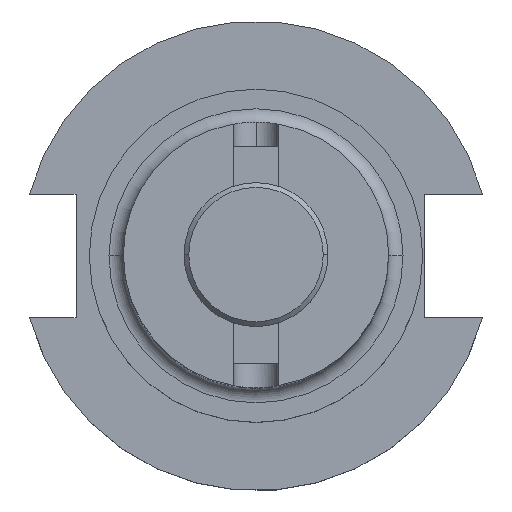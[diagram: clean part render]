
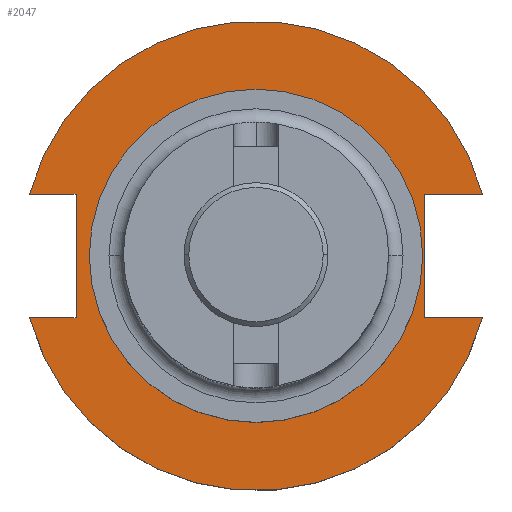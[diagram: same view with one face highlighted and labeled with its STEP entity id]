
A CAD part, top view. The second image highlights one B-rep face of the part: STEP entity #2047.
In plain terms, the highlighted planar face has unit normal (0, 0, 1).
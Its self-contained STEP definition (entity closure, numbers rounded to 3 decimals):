
#41 = CARTESIAN_POINT ( 'NONE',  ( -47.477, -12.954, 19.05 ) ) ;
#43 = VERTEX_POINT ( 'NONE', #1510 ) ;
#50 = EDGE_LOOP ( 'NONE', ( #2348, #127 ) ) ;
#64 = EDGE_CURVE ( 'NONE', #1844, #1634, #1357, .T. ) ;
#127 = ORIENTED_EDGE ( 'NONE', *, *, #1745, .F. ) ;
#241 = ORIENTED_EDGE ( 'NONE', *, *, #64, .F. ) ;
#271 = DIRECTION ( 'NONE',  ( 1., 0., 0. ) ) ;
#305 = CARTESIAN_POINT ( 'NONE',  ( -37.719, 12.954, 19.05 ) ) ;
#323 = ORIENTED_EDGE ( 'NONE', *, *, #1565, .T. ) ;
#409 = DIRECTION ( 'NONE',  ( -1., 0., 0. ) ) ;
#476 = VECTOR ( 'NONE', #1758, 1000. ) ;
#526 = DIRECTION ( 'NONE',  ( 0., 0., 1. ) ) ;
#607 = LINE ( 'NONE', #1584, #873 ) ;
#643 = AXIS2_PLACEMENT_3D ( 'NONE', #1568, #847, #835 ) ;
#649 = CARTESIAN_POINT ( 'NONE',  ( -34.925, 0., 19.05 ) ) ;
#728 = VERTEX_POINT ( 'NONE', #649 ) ;
#731 = EDGE_CURVE ( 'NONE', #1275, #1970, #1810, .T. ) ;
#752 = EDGE_CURVE ( 'NONE', #1634, #2099, #1333, .T. ) ;
#771 = DIRECTION ( 'NONE',  ( 0., 0., 1. ) ) ;
#819 = DIRECTION ( 'NONE',  ( 0., 0., 1. ) ) ;
#826 = AXIS2_PLACEMENT_3D ( 'NONE', #1688, #771, #2073 ) ;
#835 = DIRECTION ( 'NONE',  ( 1., 0., 0. ) ) ;
#838 = CARTESIAN_POINT ( 'NONE',  ( 47.477, -12.954, 19.05 ) ) ;
#847 = DIRECTION ( 'NONE',  ( 0., 0., 1. ) ) ;
#873 = VECTOR ( 'NONE', #1169, 1000. ) ;
#1019 = LINE ( 'NONE', #1329, #1866 ) ;
#1091 = CARTESIAN_POINT ( 'NONE',  ( -47.477, 12.954, 19.05 ) ) ;
#1095 = DIRECTION ( 'NONE',  ( 1., 0., 0. ) ) ;
#1115 = EDGE_CURVE ( 'NONE', #2028, #1275, #607, .T. ) ;
#1125 = FACE_OUTER_BOUND ( 'NONE', #1413, .T. ) ;
#1157 = LINE ( 'NONE', #1728, #1217 ) ;
#1169 = DIRECTION ( 'NONE',  ( 0., -1., 0. ) ) ;
#1200 = DIRECTION ( 'NONE',  ( 0., 1., 0. ) ) ;
#1211 = VECTOR ( 'NONE', #2060, 1000. ) ;
#1217 = VECTOR ( 'NONE', #2095, 1000. ) ;
#1247 = AXIS2_PLACEMENT_3D ( 'NONE', #2121, #819, #271 ) ;
#1259 = ORIENTED_EDGE ( 'NONE', *, *, #752, .F. ) ;
#1275 = VERTEX_POINT ( 'NONE', #2227 ) ;
#1329 = CARTESIAN_POINT ( 'NONE',  ( 35.306, 12.954, 19.05 ) ) ;
#1333 = LINE ( 'NONE', #305, #1362 ) ;
#1341 = CARTESIAN_POINT ( 'NONE',  ( 34.925, 0., 19.05 ) ) ;
#1354 = CIRCLE ( 'NONE', #826, 49.212 ) ;
#1357 = LINE ( 'NONE', #1675, #1211 ) ;
#1362 = VECTOR ( 'NONE', #1200, 1000. ) ;
#1370 = CARTESIAN_POINT ( 'NONE',  ( -37.719, -12.954, 19.05 ) ) ;
#1413 = EDGE_LOOP ( 'NONE', ( #323, #2080, #2213, #2043, #1550, #1780, #1259, #241 ) ) ;
#1428 = EDGE_CURVE ( 'NONE', #43, #2028, #1019, .T. ) ;
#1449 = DIRECTION ( 'NONE',  ( 1., 0., 0. ) ) ;
#1458 = AXIS2_PLACEMENT_3D ( 'NONE', #2377, #526, #1095 ) ;
#1491 = CIRCLE ( 'NONE', #1247, 49.212 ) ;
#1510 = CARTESIAN_POINT ( 'NONE',  ( 47.477, 12.954, 19.05 ) ) ;
#1548 = EDGE_CURVE ( 'NONE', #43, #1744, #1354, .T. ) ;
#1550 = ORIENTED_EDGE ( 'NONE', *, *, #1548, .T. ) ;
#1565 = EDGE_CURVE ( 'NONE', #1844, #1970, #1491, .T. ) ;
#1568 = CARTESIAN_POINT ( 'NONE',  ( 0., 0., 19.05 ) ) ;
#1584 = CARTESIAN_POINT ( 'NONE',  ( 35.306, 12.954, 19.05 ) ) ;
#1609 = FACE_BOUND ( 'NONE', #50, .T. ) ;
#1634 = VERTEX_POINT ( 'NONE', #1370 ) ;
#1659 = AXIS2_PLACEMENT_3D ( 'NONE', #2206, #2382, #1449 ) ;
#1675 = CARTESIAN_POINT ( 'NONE',  ( -63.719, -12.954, 19.05 ) ) ;
#1688 = CARTESIAN_POINT ( 'NONE',  ( 0., 0., 19.05 ) ) ;
#1693 = EDGE_CURVE ( 'NONE', #2165, #728, #2261, .T. ) ;
#1728 = CARTESIAN_POINT ( 'NONE',  ( -63.719, 12.954, 19.05 ) ) ;
#1744 = VERTEX_POINT ( 'NONE', #1091 ) ;
#1745 = EDGE_CURVE ( 'NONE', #728, #2165, #1862, .T. ) ;
#1751 = CARTESIAN_POINT ( 'NONE',  ( 35.306, -12.954, 19.05 ) ) ;
#1758 = DIRECTION ( 'NONE',  ( 1., 0., 0. ) ) ;
#1780 = ORIENTED_EDGE ( 'NONE', *, *, #1859, .F. ) ;
#1797 = CARTESIAN_POINT ( 'NONE',  ( 35.306, 12.954, 19.05 ) ) ;
#1810 = LINE ( 'NONE', #1751, #476 ) ;
#1844 = VERTEX_POINT ( 'NONE', #41 ) ;
#1859 = EDGE_CURVE ( 'NONE', #2099, #1744, #1157, .T. ) ;
#1862 = CIRCLE ( 'NONE', #1659, 34.925 ) ;
#1866 = VECTOR ( 'NONE', #409, 1000. ) ;
#1970 = VERTEX_POINT ( 'NONE', #838 ) ;
#2028 = VERTEX_POINT ( 'NONE', #1797 ) ;
#2043 = ORIENTED_EDGE ( 'NONE', *, *, #1428, .F. ) ;
#2047 = ADVANCED_FACE ( 'NONE', ( #1609, #1125 ), #2387, .T. ) ;
#2060 = DIRECTION ( 'NONE',  ( 1., 0., 0. ) ) ;
#2073 = DIRECTION ( 'NONE',  ( 1., 0., 0. ) ) ;
#2080 = ORIENTED_EDGE ( 'NONE', *, *, #731, .F. ) ;
#2095 = DIRECTION ( 'NONE',  ( -1., 0., 0. ) ) ;
#2099 = VERTEX_POINT ( 'NONE', #2358 ) ;
#2121 = CARTESIAN_POINT ( 'NONE',  ( 0., 0., 19.05 ) ) ;
#2165 = VERTEX_POINT ( 'NONE', #1341 ) ;
#2206 = CARTESIAN_POINT ( 'NONE',  ( 0., 0., 19.05 ) ) ;
#2213 = ORIENTED_EDGE ( 'NONE', *, *, #1115, .F. ) ;
#2227 = CARTESIAN_POINT ( 'NONE',  ( 35.306, -12.954, 19.05 ) ) ;
#2261 = CIRCLE ( 'NONE', #643, 34.925 ) ;
#2348 = ORIENTED_EDGE ( 'NONE', *, *, #1693, .F. ) ;
#2358 = CARTESIAN_POINT ( 'NONE',  ( -37.719, 12.954, 19.05 ) ) ;
#2377 = CARTESIAN_POINT ( 'NONE',  ( 0., 49.212, 19.05 ) ) ;
#2382 = DIRECTION ( 'NONE',  ( 0., 0., 1. ) ) ;
#2387 = PLANE ( 'NONE',  #1458 ) ;
